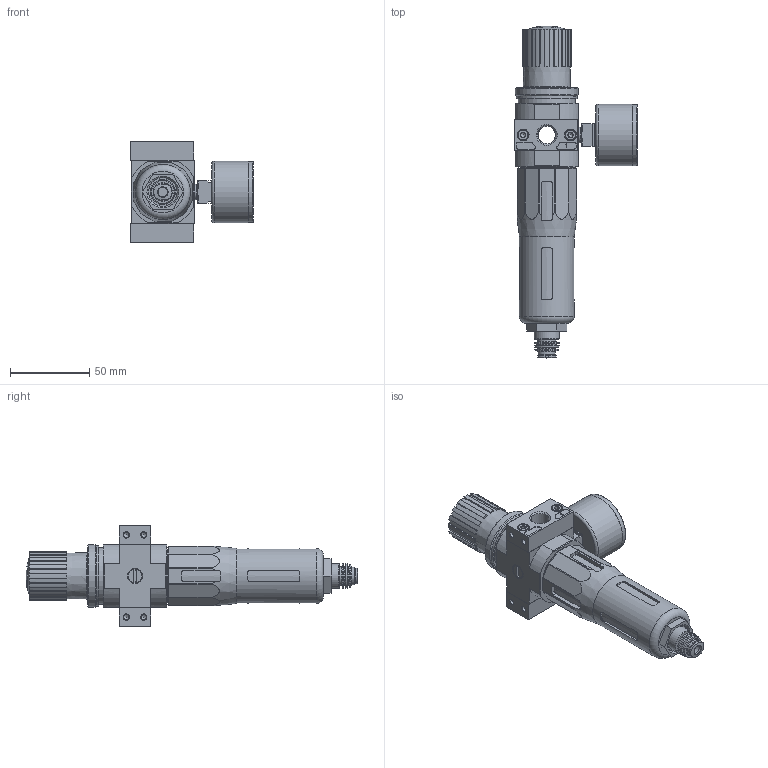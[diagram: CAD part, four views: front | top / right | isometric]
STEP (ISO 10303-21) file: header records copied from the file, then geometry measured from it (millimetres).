
FILE_DESCRIPTION(/* description */ ('STEP AP214'),/* implementation_level */ '2;1');
FILE_NAME(/* name */ '162727_LFR-1_4-D-5M-MINI-A',/* time_stamp */ '2024-09-03T18:54:42+02:00',/* author */ ('License CC BY-ND 4.0'),/* organization */ ('CADENAS'),/* preprocessor_version */ 'ST-DEVELOPER v19.3',/* originating_system */ 'PARTsolutions',/* authorisation */ ' ');
FILE_SCHEMA (('AUTOMOTIVE_DESIGN {1 0 10303 214 3 1 1}'));
Length unit declared in the file: millimetre
Products named in the file (9): 162727 LFR-1/4-D-5M-MINI-A---(0); 127304 LFR-D-5M-MINI-A--(0); 8003637 PAGN-40-16-G18; 380291 PBL-1/4-D-MINI-R---(0) p1; DIN-912 - M4x16(F); 380289 PBL-1/4-D-MINI-L---(1) p1; 398011 LRVS-D-MINI; 373845 LR-MINI; 526489 MS4-LFR-V
Assembly tree (11 placements, depth 2):
  162727 LFR-1/4-D-5M-MINI-A---(0)
    127304 LFR-D-5M-MINI-A--(0)
    8003637 PAGN-40-16-G18
    380291 PBL-1/4-D-MINI-R---(0) p1
    DIN-912 - M4x16(F)  x4
    380289 PBL-1/4-D-MINI-L---(1) p1
    398011 LRVS-D-MINI
    373845 LR-MINI
    526489 MS4-LFR-V
Bounding box: 77.75 x 210.02 x 64 mm (x, y, z)
Volume: 242932 mm3; surface area: 50393.3 mm2
Topology: 11 solids, 11 shells, 605 faces, 1453 edges, 919 vertices
Faces by surface type: plane 319, cylinder 155, cone 99, torus 27, sphere 5
Full cylindrical faces by diameter (mm): 3.242 x8, 4 x4, 4.3 x1, 6 x1, 6.2 x1, 6.9 x1, 7 x4, 8.2 x1, 8.4 x1, 8.566 x2, 9.728 x2, 11 x2, 11.4 x1, 11.445 x2, 11.6 x1, 11.8 x1, 12.2 x1, 15.8 x2, 15.9 x1, 18 x1, 24.9 x1, 26.9 x1, 33.9 x1, 34.376 x1, 34.7 x1, 36 x2, 38.5 x1, 38.7 x1, 39 x1, 39.8 x1
Entity records: 17651 total; most frequent: CARTESIAN_POINT 3110, DIRECTION 2538, ORIENTED_EDGE 2308, EDGE_CURVE 1154, AXIS2_PLACEMENT_3D 997, VERTEX_POINT 827, FACE_BOUND 719, EDGE_LOOP 710
